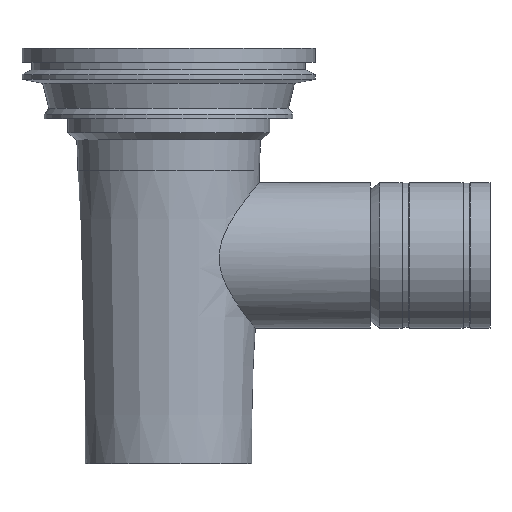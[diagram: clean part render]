
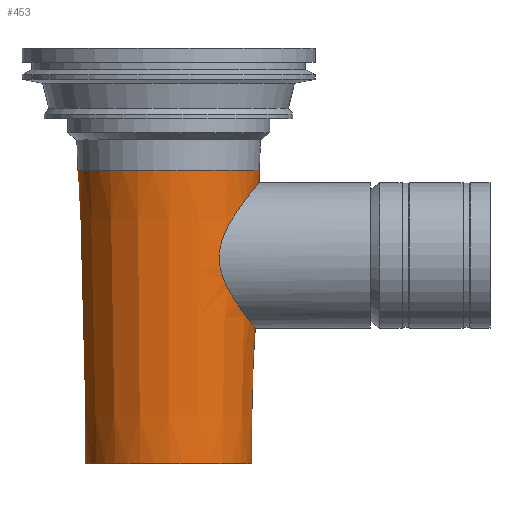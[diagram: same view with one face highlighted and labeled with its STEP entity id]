
A CAD part, left-side view. The second image highlights one B-rep face of the part: STEP entity #453.
In plain terms, the highlighted conical face has half-angle 1.457 degrees and reference radius 38.679 mm.
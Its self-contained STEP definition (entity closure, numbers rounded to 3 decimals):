
#30=CONICAL_SURFACE('',#515,38.679,0.025);
#47=B_SPLINE_CURVE_WITH_KNOTS('',3,(#827,#828,#829,#830,#831,#832,#833,
#834,#835,#836,#837,#838,#839,#840,#841,#842,#843,#844,#845,#846,#847,#848,
#849,#850,#851,#852,#853,#854,#855,#856,#857,#858,#859,#860,#861,#862,#863,
#864,#865,#866,#867,#868,#869,#870,#871,#872,#873,#874,#875,#876,#877,#878,
#879,#880),.UNSPECIFIED.,.T.,.F.,(1,1,1,1,1,1,1,1,1,1,1,1,1,1,1,1,1,1,1,
1,1,1,1,1,1,1,1,1,1,1,1,1,1,1,1,1,1,1,1,1,1,1,1,1,1,1,1,1,1,1,1,1,1,1,1,
1,1,1),(-0.013,-0.006,-0.003,0.,
0.006,0.013,0.019,0.023,
0.026,0.032,0.035,0.039,
0.045,0.048,0.052,0.055,
0.058,0.061,0.064,0.071,
0.074,0.077,0.081,0.084,
0.087,0.09,0.097,0.1,
0.103,0.11,0.113,0.116,
0.122,0.126,0.129,0.135,
0.139,0.142,0.148,0.151,
0.155,0.161,0.164,0.168,
0.171,0.174,0.177,0.18,0.184,
0.187,0.19,0.193,0.2,
0.203,0.206,0.213,0.219,
0.226),.UNSPECIFIED.);
#57=ORIENTED_EDGE('',*,*,#142,.T.);
#58=ORIENTED_EDGE('',*,*,#143,.F.);
#59=ORIENTED_EDGE('',*,*,#144,.F.);
#142=EDGE_CURVE('',#185,#185,#227,.T.);
#143=EDGE_CURVE('',#186,#186,#47,.T.);
#144=EDGE_CURVE('',#187,#187,#228,.T.);
#185=VERTEX_POINT('',#826);
#186=VERTEX_POINT('',#881);
#187=VERTEX_POINT('',#883);
#227=CIRCLE('',#516,35.5);
#228=CIRCLE('',#517,38.679);
#270=EDGE_LOOP('',(#57));
#271=EDGE_LOOP('',(#58));
#272=EDGE_LOOP('',(#59));
#356=FACE_BOUND('',#270,.T.);
#357=FACE_BOUND('',#271,.T.);
#358=FACE_BOUND('',#272,.T.);
#453=ADVANCED_FACE('',(#356,#357,#358),#30,.T.);
#515=AXIS2_PLACEMENT_3D('',#824,#611,#612);
#516=AXIS2_PLACEMENT_3D('',#825,#613,#614);
#517=AXIS2_PLACEMENT_3D('',#882,#615,#616);
#611=DIRECTION('',(0.,0.,1.));
#612=DIRECTION('',(1.,0.,0.));
#613=DIRECTION('',(0.,0.,1.));
#614=DIRECTION('',(1.,0.,0.));
#615=DIRECTION('',(0.,0.,1.));
#616=DIRECTION('',(1.,0.,0.));
#824=CARTESIAN_POINT('',(0.,0.,-52.));
#825=CARTESIAN_POINT('',(0.,0.,-177.));
#826=CARTESIAN_POINT('',(35.5,0.,-177.));
#827=CARTESIAN_POINT('',(-24.202,-28.366,-107.694));
#828=CARTESIAN_POINT('',(-21.62,-30.337,-110.615));
#829=CARTESIAN_POINT('',(-17.929,-32.646,-113.771));
#830=CARTESIAN_POINT('',(-12.611,-34.99,-116.794));
#831=CARTESIAN_POINT('',(-7.634,-36.304,-118.43));
#832=CARTESIAN_POINT('',(-3.362,-36.866,-119.123));
#833=CARTESIAN_POINT('',(0.902,-37.065,-119.368));
#834=CARTESIAN_POINT('',(5.269,-36.707,-118.929));
#835=CARTESIAN_POINT('',(9.348,-35.849,-117.863));
#836=CARTESIAN_POINT('',(13.293,-34.678,-116.391));
#837=CARTESIAN_POINT('',(16.822,-33.147,-114.421));
#838=CARTESIAN_POINT('',(19.979,-31.361,-112.014));
#839=CARTESIAN_POINT('',(22.105,-29.958,-110.047));
#840=CARTESIAN_POINT('',(24.027,-28.507,-107.909));
#841=CARTESIAN_POINT('',(25.755,-27.033,-105.585));
#842=CARTESIAN_POINT('',(27.269,-25.592,-103.089));
#843=CARTESIAN_POINT('',(28.975,-23.808,-99.575));
#844=CARTESIAN_POINT('',(30.235,-22.315,-95.644));
#845=CARTESIAN_POINT('',(30.894,-21.567,-91.428));
#846=CARTESIAN_POINT('',(31.057,-21.478,-88.151));
#847=CARTESIAN_POINT('',(30.879,-21.877,-84.95));
#848=CARTESIAN_POINT('',(30.377,-22.71,-81.811));
#849=CARTESIAN_POINT('',(29.605,-23.832,-78.894));
#850=CARTESIAN_POINT('',(28.224,-25.628,-75.167));
#851=CARTESIAN_POINT('',(26.407,-27.637,-71.823));
#852=CARTESIAN_POINT('',(24.174,-29.678,-68.773));
#853=CARTESIAN_POINT('',(21.625,-31.719,-65.893));
#854=CARTESIAN_POINT('',(18.699,-33.614,-63.391));
#855=CARTESIAN_POINT('',(15.372,-35.276,-61.273));
#856=CARTESIAN_POINT('',(11.707,-36.762,-59.416));
#857=CARTESIAN_POINT('',(7.748,-37.843,-58.099));
#858=CARTESIAN_POINT('',(3.464,-38.432,-57.388));
#859=CARTESIAN_POINT('',(-0.81,-38.646,-57.129));
#860=CARTESIAN_POINT('',(-5.18,-38.291,-57.555));
#861=CARTESIAN_POINT('',(-9.264,-37.423,-58.611));
#862=CARTESIAN_POINT('',(-13.212,-36.234,-60.071));
#863=CARTESIAN_POINT('',(-16.739,-34.673,-62.026));
#864=CARTESIAN_POINT('',(-19.895,-32.838,-64.416));
#865=CARTESIAN_POINT('',(-22.723,-30.908,-67.013));
#866=CARTESIAN_POINT('',(-25.142,-28.857,-69.939));
#867=CARTESIAN_POINT('',(-27.157,-26.806,-73.208));
#868=CARTESIAN_POINT('',(-28.429,-25.349,-75.778));
#869=CARTESIAN_POINT('',(-29.477,-24.007,-78.501));
#870=CARTESIAN_POINT('',(-30.291,-22.841,-81.42));
#871=CARTESIAN_POINT('',(-30.833,-21.96,-84.543));
#872=CARTESIAN_POINT('',(-31.054,-21.499,-87.765));
#873=CARTESIAN_POINT('',(-30.93,-21.531,-91.055));
#874=CARTESIAN_POINT('',(-30.472,-22.043,-94.239));
#875=CARTESIAN_POINT('',(-29.702,-22.95,-97.305));
#876=CARTESIAN_POINT('',(-28.337,-24.5,-101.096));
#877=CARTESIAN_POINT('',(-26.47,-26.41,-104.586));
#878=CARTESIAN_POINT('',(-24.202,-28.366,-107.694));
#879=CARTESIAN_POINT('',(-21.62,-30.337,-110.615));
#880=CARTESIAN_POINT('',(-17.929,-32.646,-113.771));
#881=CARTESIAN_POINT('',(-22.234,-29.834,-109.852));
#882=CARTESIAN_POINT('',(0.,0.,-52.));
#883=CARTESIAN_POINT('',(38.679,0.,-52.));
